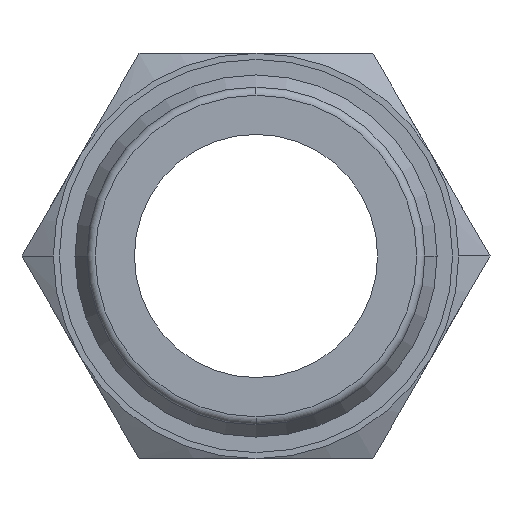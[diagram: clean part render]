
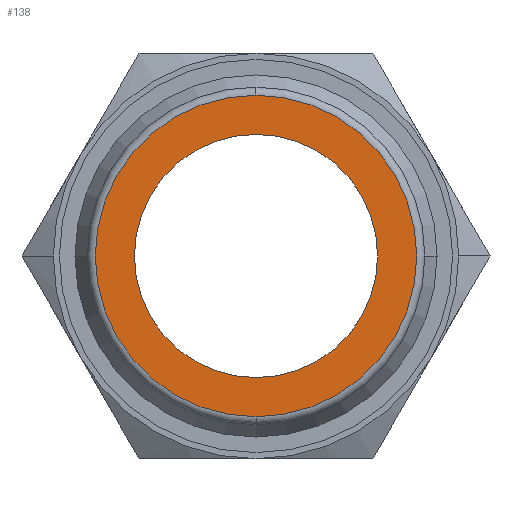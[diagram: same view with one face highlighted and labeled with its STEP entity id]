
A CAD part, front view. The second image highlights one B-rep face of the part: STEP entity #138.
In plain terms, the highlighted planar face has unit normal (0, -1, 0).
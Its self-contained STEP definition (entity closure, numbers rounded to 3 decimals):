
#138=ADVANCED_FACE('',(#294,#295),#296,.T.);
#294=FACE_BOUND('',#469,.T.);
#295=FACE_OUTER_BOUND('',#470,.T.);
#296=PLANE('',#471);
#469=EDGE_LOOP('',(#787,#788));
#470=EDGE_LOOP('',(#789,#790,#791));
#471=AXIS2_PLACEMENT_3D('',#792,#793,#794);
#787=ORIENTED_EDGE('',*,*,#1112,.T.);
#788=ORIENTED_EDGE('',*,*,#1019,.T.);
#789=ORIENTED_EDGE('',*,*,#1033,.F.);
#790=ORIENTED_EDGE('',*,*,#1032,.F.);
#791=ORIENTED_EDGE('',*,*,#1113,.F.);
#792=CARTESIAN_POINT('',(2.975,0.0,0.0));
#793=DIRECTION('',(-0.0,-1.0,-0.0));
#794=DIRECTION('',(-1.0,0.0,0.0));
#1019=EDGE_CURVE('',#1202,#1206,#1208,.T.);
#1032=EDGE_CURVE('',#1227,#1230,#1231,.T.);
#1033=EDGE_CURVE('',#1230,#1232,#1233,.T.);
#1112=EDGE_CURVE('',#1206,#1202,#1339,.T.);
#1113=EDGE_CURVE('',#1232,#1227,#1340,.T.);
#1202=VERTEX_POINT('',#1468);
#1206=VERTEX_POINT('',#1473);
#1208=CIRCLE('',#1476,4.5);
#1227=VERTEX_POINT('',#1552);
#1230=VERTEX_POINT('',#1555);
#1231=CIRCLE('',#1556,5.95);
#1232=VERTEX_POINT('',#1557);
#1233=CIRCLE('',#1558,5.95);
#1339=CIRCLE('',#1845,4.5);
#1340=CIRCLE('',#1846,5.95);
#1468=CARTESIAN_POINT('',(4.5,0.0,0.));
#1473=CARTESIAN_POINT('',(-4.5,0.0,0.));
#1476=AXIS2_PLACEMENT_3D('',#1968,#1969,#1970);
#1552=CARTESIAN_POINT('',(0.,0.0,5.95));
#1555=CARTESIAN_POINT('',(5.95,0.0,0.0));
#1556=AXIS2_PLACEMENT_3D('',#1979,#1980,#1981);
#1557=CARTESIAN_POINT('',(0.,0.0,-5.95));
#1558=AXIS2_PLACEMENT_3D('',#1982,#1983,#1984);
#1845=AXIS2_PLACEMENT_3D('',#2076,#2077,#2078);
#1846=AXIS2_PLACEMENT_3D('',#2079,#2080,#2081);
#1968=CARTESIAN_POINT('',(0.0,0.0,0.0));
#1969=DIRECTION('',(-0.0,1.0,0.0));
#1970=DIRECTION('',(1.0,0.0,0.0));
#1979=CARTESIAN_POINT('',(0.0,0.0,0.0));
#1980=DIRECTION('',(-0.0,1.0,0.0));
#1981=DIRECTION('',(1.0,0.0,0.0));
#1982=CARTESIAN_POINT('',(0.0,0.0,0.0));
#1983=DIRECTION('',(-0.0,1.0,0.0));
#1984=DIRECTION('',(1.0,0.0,0.0));
#2076=CARTESIAN_POINT('',(0.0,0.0,0.0));
#2077=DIRECTION('',(-0.0,1.0,0.0));
#2078=DIRECTION('',(1.0,0.0,0.0));
#2079=CARTESIAN_POINT('',(0.0,0.0,0.0));
#2080=DIRECTION('',(-0.0,1.0,0.0));
#2081=DIRECTION('',(1.0,0.0,0.0));
